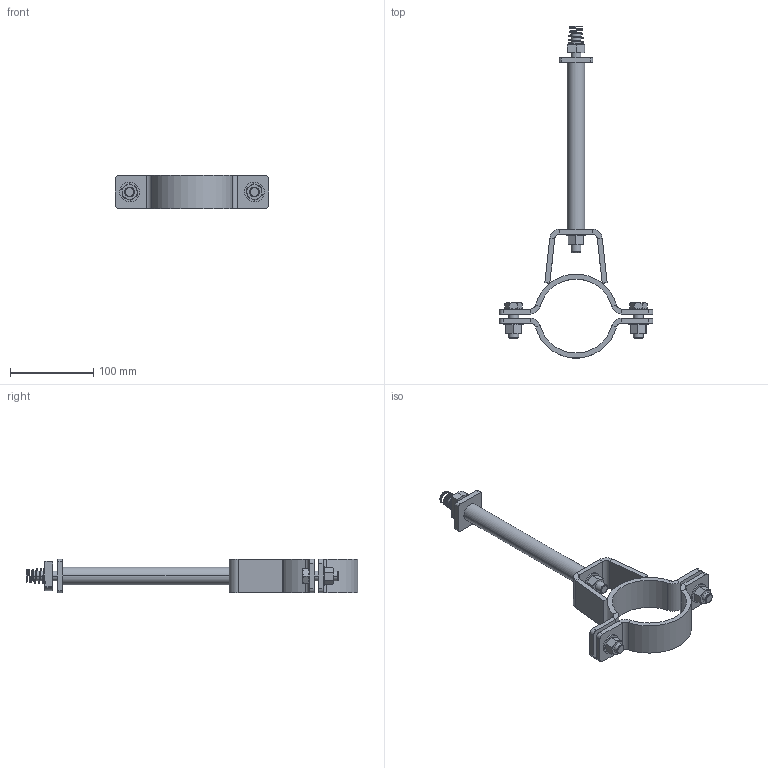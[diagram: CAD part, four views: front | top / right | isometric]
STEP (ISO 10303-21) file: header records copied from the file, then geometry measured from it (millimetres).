
FILE_DESCRIPTION (( 'STEP AP203' ), '1' );
FILE_NAME ('4229-40-30_REV_.step', '2026-01-09T02:45:38', ( '' ), ( '' ), 'SwSTEP 2.0', 'SolidWorks 2025', '' );
FILE_SCHEMA (( 'CONFIG_CONTROL_DESIGN' ));
Length unit declared in the file: millimetre
Products named in the file (12): 4229-40-20; M12 304 SS_M12x1.75 x 35 BOLT 304; M12-1_75-AT-304_M12-1_75 x 265 304; 4229-40-10-10; M12-FW-SQ-304; 4229-20-20; M12 UNI STRUT_M12 UNI NUT 304; 4229-40-20-10; M12 Hex Nut_M12 N 304; 4229-40-10; 4229-40-30_REV_; M12-FW_M12 FW 304
Assembly tree (17 placements, depth 4):
  4229-40-30_REV_
    4229-40-20
      4229-40-10
        4229-40-10-10
        4229-20-20
      4229-20-20
      M12-FW_M12 FW 304  x2
      M12 304 SS_M12x1.75 x 35 BOLT 304  x2
      M12 Hex Nut_M12 N 304  x2
    M12-FW-SQ-304
    4229-40-20-10
    M12 UNI STRUT_M12 UNI NUT 304
    M12-FW_M12 FW 304
    M12 Hex Nut_M12 N 304
    M12-1_75-AT-304_M12-1_75 x 265 304
Bounding box: 185 x 398.94 x 40 mm (x, y, z)
Volume: 241088.6 mm3; surface area: 110826.5 mm2
Topology: 16 solids, 16 shells, 296 faces, 654 edges, 394 vertices
Faces by surface type: plane 135, cylinder 79, cone 72, bspline 6, torus 4
Entity records: 9106 total; most frequent: CARTESIAN_POINT 3616, DIRECTION 892, ORIENTED_EDGE 808, EDGE_CURVE 404, AXIS2_PLACEMENT_3D 346, VERTEX_POINT 246, VECTOR 200, LINE 200
